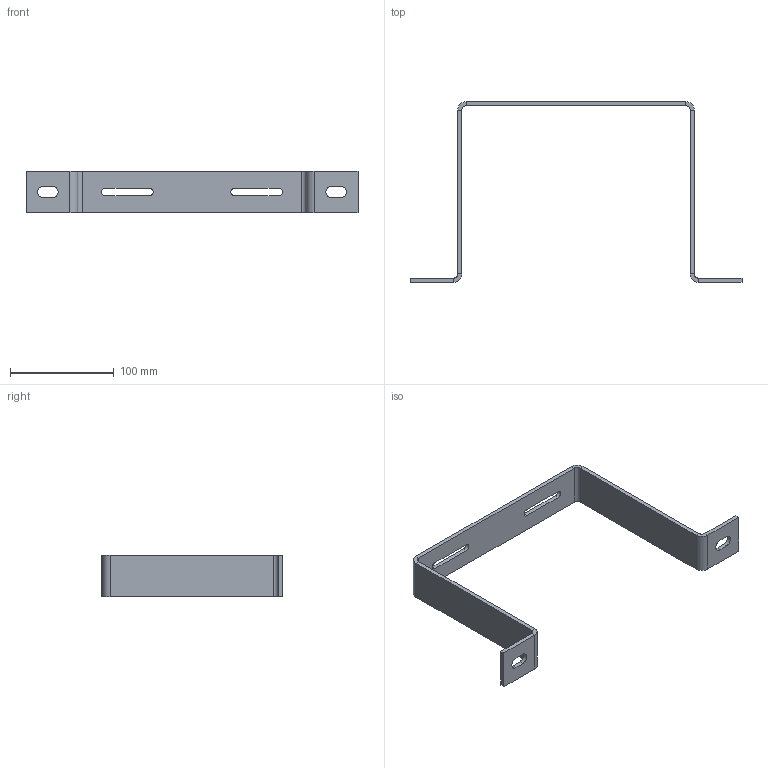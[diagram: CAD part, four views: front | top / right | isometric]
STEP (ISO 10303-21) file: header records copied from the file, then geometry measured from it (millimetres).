
FILE_DESCRIPTION (( 'STEP AP203' ), '1' );
FILE_NAME ('6364007.STEP', '2015-06-12T09:59:28', ( 'oborz' ), ( 'Microsoft' ), 'SwSTEP 2.0', 'SolidWorks 2014', '' );
FILE_SCHEMA (( 'CONFIG_CONTROL_DESIGN' ));
Length unit declared in the file: millimetre
Products named in the file (2): 6364007
Bounding box: 320 x 174 x 40 mm (x, y, z)
Volume: 99683.7 mm3; surface area: 56643.8 mm2
Topology: 1 solids, 1 shells, 54 faces, 124 edges, 72 vertices
Faces by surface type: plane 38, cylinder 16
Entity records: 1655 total; most frequent: DIRECTION 268, CARTESIAN_POINT 252, ORIENTED_EDGE 248, EDGE_CURVE 124, VECTOR 92, LINE 92, AXIS2_PLACEMENT_3D 88, VERTEX_POINT 72
